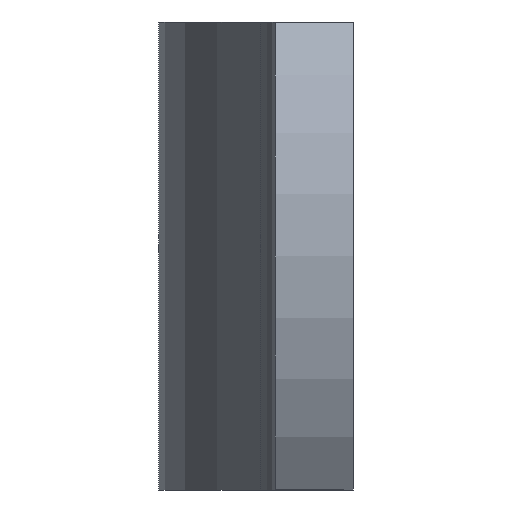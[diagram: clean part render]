
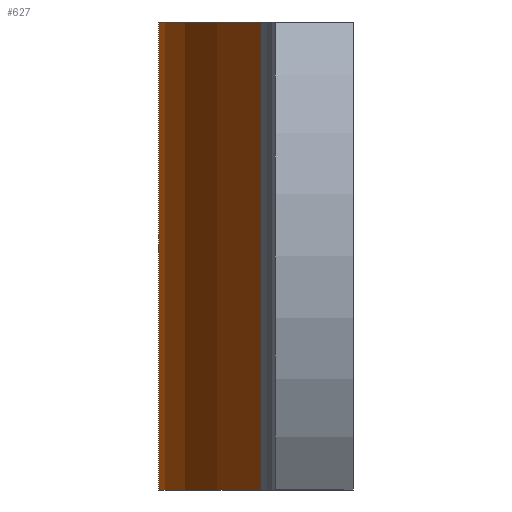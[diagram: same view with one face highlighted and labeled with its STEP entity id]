
A CAD part, left-side view. The second image highlights one B-rep face of the part: STEP entity #627.
In plain terms, the highlighted cylindrical face has radius 7 mm (diameter 14 mm), a partial arc.
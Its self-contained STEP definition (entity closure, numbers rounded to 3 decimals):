
#45 = VERTEX_POINT ( 'NONE', #166 ) ;
#47 = EDGE_LOOP ( 'NONE', ( #338, #175, #816, #311 ) ) ;
#64 = LINE ( 'NONE', #933, #872 ) ;
#79 = CIRCLE ( 'NONE', #164, 7. ) ;
#91 = DIRECTION ( 'NONE',  ( 0., 0., -1. ) ) ;
#93 = CYLINDRICAL_SURFACE ( 'NONE', #895, 7. ) ;
#101 = DIRECTION ( 'NONE',  ( -1., 0., 0. ) ) ;
#163 = VERTEX_POINT ( 'NONE', #342 ) ;
#164 = AXIS2_PLACEMENT_3D ( 'NONE', #254, #791, #331 ) ;
#166 = CARTESIAN_POINT ( 'NONE',  ( 4.081, 1.188, -3. ) ) ;
#175 = ORIENTED_EDGE ( 'NONE', *, *, #594, .F. ) ;
#208 = AXIS2_PLACEMENT_3D ( 'NONE', #437, #982, #518 ) ;
#254 = CARTESIAN_POINT ( 'NONE',  ( 0., -4.5, 3. ) ) ;
#311 = ORIENTED_EDGE ( 'NONE', *, *, #436, .T. ) ;
#317 = EDGE_CURVE ( 'NONE', #45, #163, #680, .T. ) ;
#331 = DIRECTION ( 'NONE',  ( 1., 0., 0. ) ) ;
#338 = ORIENTED_EDGE ( 'NONE', *, *, #317, .T. ) ;
#342 = CARTESIAN_POINT ( 'NONE',  ( -4.081, 1.187, -3. ) ) ;
#436 = EDGE_CURVE ( 'NONE', #507, #45, #64, .T. ) ;
#437 = CARTESIAN_POINT ( 'NONE',  ( 0., -4.5, -3. ) ) ;
#471 = VECTOR ( 'NONE', #91, 1000. ) ;
#507 = VERTEX_POINT ( 'NONE', #945 ) ;
#518 = DIRECTION ( 'NONE',  ( 1., 0., 0. ) ) ;
#543 = VERTEX_POINT ( 'NONE', #785 ) ;
#558 = EDGE_CURVE ( 'NONE', #507, #543, #79, .T. ) ;
#562 = CARTESIAN_POINT ( 'NONE',  ( -4.081, 1.187, 3. ) ) ;
#594 = EDGE_CURVE ( 'NONE', #543, #163, #887, .T. ) ;
#627 = ADVANCED_FACE ( 'NONE', ( #999 ), #93, .T. ) ;
#680 = CIRCLE ( 'NONE', #208, 7. ) ;
#725 = CARTESIAN_POINT ( 'NONE',  ( 0., -4.5, 3. ) ) ;
#785 = CARTESIAN_POINT ( 'NONE',  ( -4.081, 1.187, 3. ) ) ;
#791 = DIRECTION ( 'NONE',  ( 0., 0., 1. ) ) ;
#799 = DIRECTION ( 'NONE',  ( 0., 0., -1. ) ) ;
#816 = ORIENTED_EDGE ( 'NONE', *, *, #558, .F. ) ;
#849 = DIRECTION ( 'NONE',  ( 0., 0., -1. ) ) ;
#872 = VECTOR ( 'NONE', #849, 1000. ) ;
#887 = LINE ( 'NONE', #562, #471 ) ;
#895 = AXIS2_PLACEMENT_3D ( 'NONE', #725, #799, #101 ) ;
#933 = CARTESIAN_POINT ( 'NONE',  ( 4.081, 1.188, 3. ) ) ;
#945 = CARTESIAN_POINT ( 'NONE',  ( 4.081, 1.188, 3. ) ) ;
#982 = DIRECTION ( 'NONE',  ( 0., 0., 1. ) ) ;
#999 = FACE_OUTER_BOUND ( 'NONE', #47, .T. ) ;
